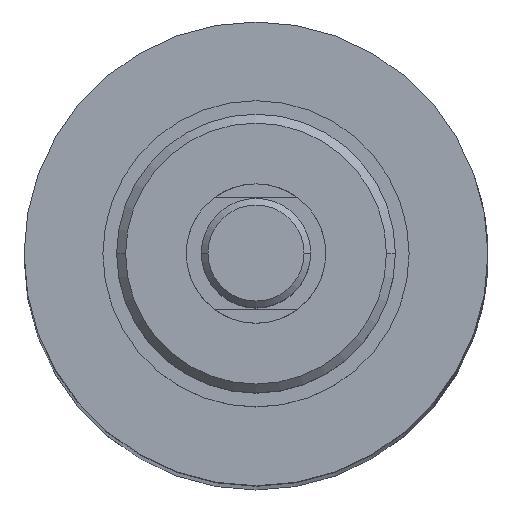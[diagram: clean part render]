
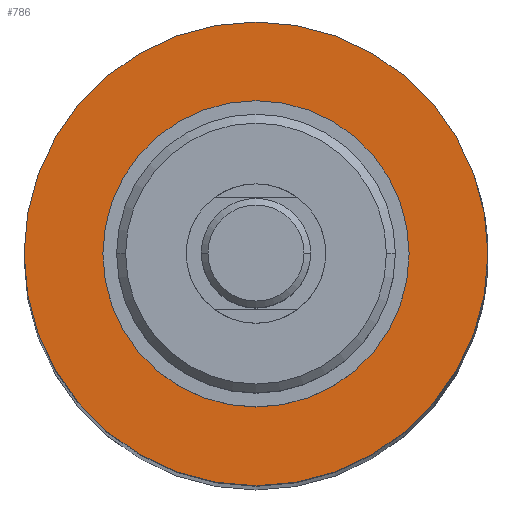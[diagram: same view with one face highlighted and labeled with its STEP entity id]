
A CAD part, top view. The second image highlights one B-rep face of the part: STEP entity #786.
In plain terms, the highlighted planar face has unit normal (0, 0, 1).
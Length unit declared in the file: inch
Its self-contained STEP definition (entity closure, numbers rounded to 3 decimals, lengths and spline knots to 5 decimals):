
#82 = CARTESIAN_POINT ( 'NONE',  ( 0., 0., 0.92 ) ) ;
#134 = VERTEX_POINT ( 'NONE', #894 ) ;
#151 = AXIS2_PLACEMENT_3D ( 'NONE', #82, #1634, #304 ) ;
#212 = CARTESIAN_POINT ( 'NONE',  ( 1.04, 0., 0.92 ) ) ;
#214 = CIRCLE ( 'NONE', #2021, 1.04 ) ;
#224 = EDGE_LOOP ( 'NONE', ( #1149, #2044 ) ) ;
#261 = VERTEX_POINT ( 'NONE', #1875 ) ;
#304 = DIRECTION ( 'NONE',  ( 1., 0., 0. ) ) ;
#343 = ORIENTED_EDGE ( 'NONE', *, *, #1439, .F. ) ;
#370 = EDGE_CURVE ( 'NONE', #633, #2062, #749, .T. ) ;
#496 = CARTESIAN_POINT ( 'NONE',  ( 0., 0., 0.92 ) ) ;
#509 = PLANE ( 'NONE',  #696 ) ;
#633 = VERTEX_POINT ( 'NONE', #212 ) ;
#667 = AXIS2_PLACEMENT_3D ( 'NONE', #2610, #1257, #2835 ) ;
#696 = AXIS2_PLACEMENT_3D ( 'NONE', #496, #2082, #718 ) ;
#718 = DIRECTION ( 'NONE',  ( 1., 0., 0. ) ) ;
#749 = CIRCLE ( 'NONE', #151, 1.04 ) ;
#786 = ADVANCED_FACE ( 'NONE', ( #2683, #2167 ), #509, .T. ) ;
#894 = CARTESIAN_POINT ( 'NONE',  ( 0.68675, 0., 0.92 ) ) ;
#1125 = CARTESIAN_POINT ( 'NONE',  ( -1.04, 0., 0.92 ) ) ;
#1149 = ORIENTED_EDGE ( 'NONE', *, *, #2707, .T. ) ;
#1181 = DIRECTION ( 'NONE',  ( 0., 0., 1. ) ) ;
#1257 = DIRECTION ( 'NONE',  ( 0., 0., 1. ) ) ;
#1291 = EDGE_CURVE ( 'NONE', #134, #261, #2833, .T. ) ;
#1294 = CARTESIAN_POINT ( 'NONE',  ( 0., 0., 0.92 ) ) ;
#1415 = CIRCLE ( 'NONE', #2186, 0.68675 ) ;
#1439 = EDGE_CURVE ( 'NONE', #261, #134, #1415, .T. ) ;
#1521 = DIRECTION ( 'NONE',  ( 1., 0., 0. ) ) ;
#1634 = DIRECTION ( 'NONE',  ( 0., 0., 1. ) ) ;
#1875 = CARTESIAN_POINT ( 'NONE',  ( -0.68675, 0., 0.92 ) ) ;
#2021 = AXIS2_PLACEMENT_3D ( 'NONE', #2532, #1181, #2759 ) ;
#2044 = ORIENTED_EDGE ( 'NONE', *, *, #370, .T. ) ;
#2062 = VERTEX_POINT ( 'NONE', #1125 ) ;
#2082 = DIRECTION ( 'NONE',  ( 0., 0., 1. ) ) ;
#2130 = EDGE_LOOP ( 'NONE', ( #343, #2290 ) ) ;
#2167 = FACE_BOUND ( 'NONE', #2130, .T. ) ;
#2186 = AXIS2_PLACEMENT_3D ( 'NONE', #1294, #2875, #1521 ) ;
#2290 = ORIENTED_EDGE ( 'NONE', *, *, #1291, .F. ) ;
#2532 = CARTESIAN_POINT ( 'NONE',  ( 0., 0., 0.92 ) ) ;
#2610 = CARTESIAN_POINT ( 'NONE',  ( 0., 0., 0.92 ) ) ;
#2683 = FACE_OUTER_BOUND ( 'NONE', #224, .T. ) ;
#2707 = EDGE_CURVE ( 'NONE', #2062, #633, #214, .T. ) ;
#2759 = DIRECTION ( 'NONE',  ( 1., 0., 0. ) ) ;
#2833 = CIRCLE ( 'NONE', #667, 0.68675 ) ;
#2835 = DIRECTION ( 'NONE',  ( 1., 0., 0. ) ) ;
#2875 = DIRECTION ( 'NONE',  ( 0., 0., 1. ) ) ;
